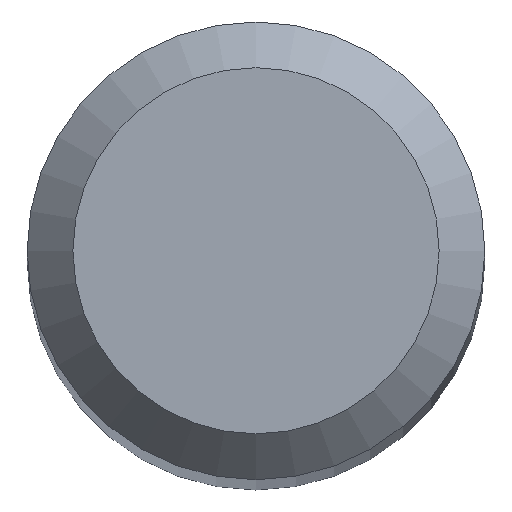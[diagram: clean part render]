
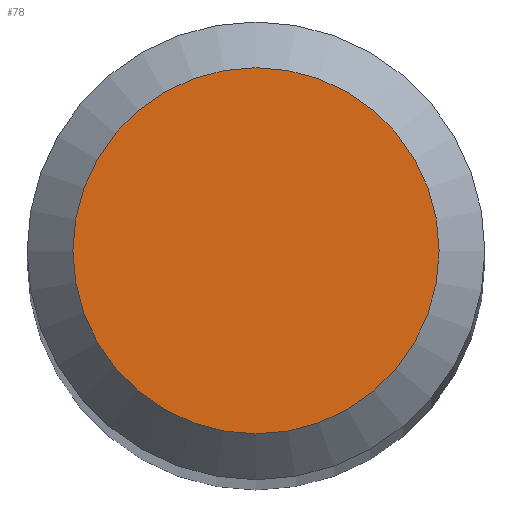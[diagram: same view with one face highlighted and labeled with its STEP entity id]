
A CAD part, top view. The second image highlights one B-rep face of the part: STEP entity #78.
In plain terms, the highlighted planar face has unit normal (0, 0, 1).
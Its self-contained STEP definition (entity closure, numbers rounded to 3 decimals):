
#12 = PLANE ( 'NONE',  #237 ) ;
#20 = CARTESIAN_POINT ( 'NONE',  ( 0., 0.8, 32. ) ) ;
#78 = ADVANCED_FACE ( 'NONE', ( #133 ), #12, .F. ) ;
#80 = DIRECTION ( 'NONE',  ( 0., 1., 0. ) ) ;
#98 = DIRECTION ( 'NONE',  ( 0., 1., 0. ) ) ;
#102 = CARTESIAN_POINT ( 'NONE',  ( 0., 0., 32. ) ) ;
#118 = AXIS2_PLACEMENT_3D ( 'NONE', #102, #186, #80 ) ;
#133 = FACE_OUTER_BOUND ( 'NONE', #265, .T. ) ;
#180 = DIRECTION ( 'NONE',  ( 0., 0., -1. ) ) ;
#186 = DIRECTION ( 'NONE',  ( 0., 0., -1. ) ) ;
#192 = CIRCLE ( 'NONE', #118, 0.8 ) ;
#201 = ORIENTED_EDGE ( 'NONE', *, *, #272, .F. ) ;
#228 = CARTESIAN_POINT ( 'NONE',  ( 0., 0., 32. ) ) ;
#235 = VERTEX_POINT ( 'NONE', #20 ) ;
#237 = AXIS2_PLACEMENT_3D ( 'NONE', #228, #180, #98 ) ;
#265 = EDGE_LOOP ( 'NONE', ( #201 ) ) ;
#272 = EDGE_CURVE ( 'NONE', #235, #235, #192, .T. ) ;
